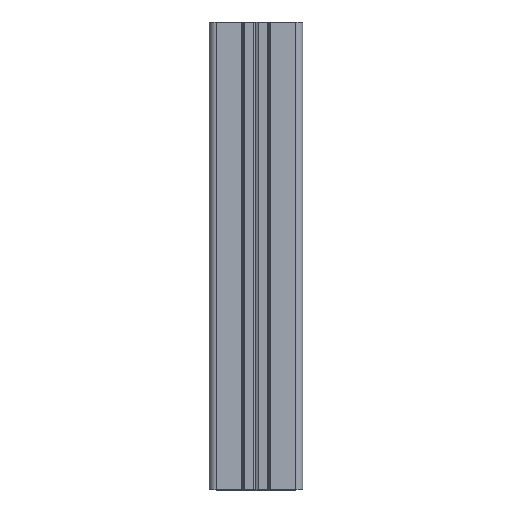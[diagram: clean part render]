
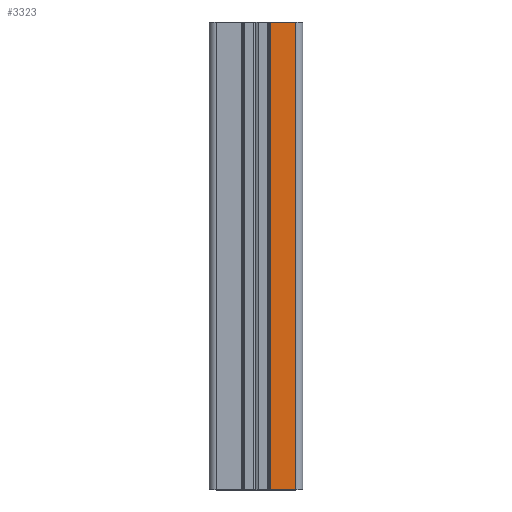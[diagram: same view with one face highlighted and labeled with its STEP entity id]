
A CAD part, top view. The second image highlights one B-rep face of the part: STEP entity #3323.
In plain terms, the highlighted planar face has unit normal (0, 0, 1).
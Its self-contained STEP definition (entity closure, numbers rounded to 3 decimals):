
#67=PLANE('',#3529);
#203=FACE_OUTER_BOUND('',#371,.T.);
#371=EDGE_LOOP('',(#2451,#2452,#2453,#2454));
#637=LINE('',#5007,#1035);
#638=LINE('',#5011,#1036);
#639=LINE('',#5013,#1037);
#640=LINE('',#5014,#1038);
#1035=VECTOR('',#4035,200.);
#1036=VECTOR('',#4040,10.7);
#1037=VECTOR('',#4041,200.);
#1038=VECTOR('',#4042,10.7);
#1517=VERTEX_POINT('',#5004);
#1518=VERTEX_POINT('',#5006);
#1519=VERTEX_POINT('',#5010);
#1520=VERTEX_POINT('',#5012);
#1900=EDGE_CURVE('',#1517,#1518,#637,.T.);
#1902=EDGE_CURVE('',#1517,#1519,#638,.T.);
#1903=EDGE_CURVE('',#1519,#1520,#639,.T.);
#1904=EDGE_CURVE('',#1518,#1520,#640,.T.);
#2451=ORIENTED_EDGE('',*,*,#1902,.T.);
#2452=ORIENTED_EDGE('',*,*,#1903,.T.);
#2453=ORIENTED_EDGE('',*,*,#1904,.F.);
#2454=ORIENTED_EDGE('',*,*,#1900,.F.);
#3323=ADVANCED_FACE('',(#203),#67,.T.);
#3529=AXIS2_PLACEMENT_3D('',#5009,#4038,#4039);
#4035=DIRECTION('',(0.,-1.,0.));
#4038=DIRECTION('center_axis',(0.,0.,1.));
#4039=DIRECTION('ref_axis',(1.,0.,0.));
#4040=DIRECTION('',(-1.,0.,0.));
#4041=DIRECTION('',(0.,-1.,0.));
#4042=DIRECTION('',(-1.,0.,0.));
#5004=CARTESIAN_POINT('',(17.,200.,20.));
#5006=CARTESIAN_POINT('',(17.,0.,20.));
#5007=CARTESIAN_POINT('',(17.,0.,20.));
#5009=CARTESIAN_POINT('Origin',(6.3,0.,20.));
#5010=CARTESIAN_POINT('',(6.3,200.,20.));
#5011=CARTESIAN_POINT('',(3.15,200.,20.));
#5012=CARTESIAN_POINT('',(6.3,0.,20.));
#5013=CARTESIAN_POINT('',(6.3,0.,20.));
#5014=CARTESIAN_POINT('',(3.15,0.,20.));
